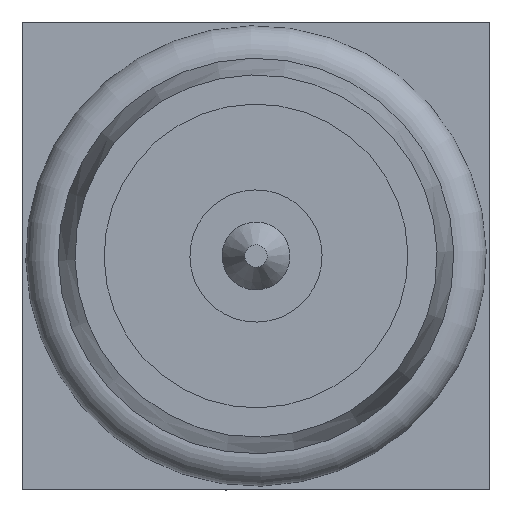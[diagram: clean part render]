
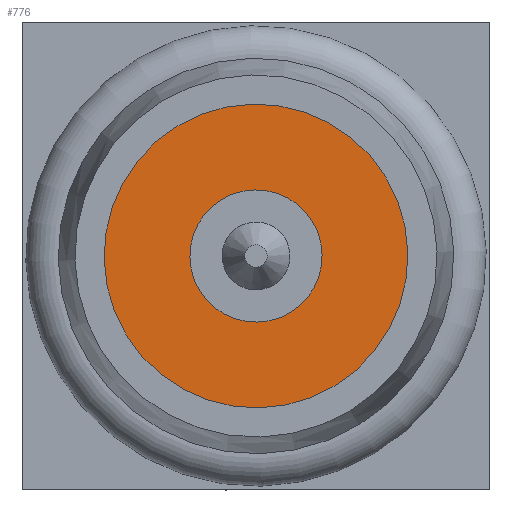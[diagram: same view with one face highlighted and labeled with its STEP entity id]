
A CAD part, left-side view. The second image highlights one B-rep face of the part: STEP entity #776.
In plain terms, the highlighted planar face has unit normal (-1, 0, 0).
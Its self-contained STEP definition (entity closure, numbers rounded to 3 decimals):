
#27=FACE_BOUND('',#292,.T.);
#230=FACE_OUTER_BOUND('',#291,.T.);
#291=EDGE_LOOP('',(#670));
#292=EDGE_LOOP('',(#671));
#322=CIRCLE('',#859,2.045);
#323=CIRCLE('',#861,0.89);
#390=VERTEX_POINT('',#1297);
#391=VERTEX_POINT('',#1301);
#485=EDGE_CURVE('',#390,#390,#322,.T.);
#486=EDGE_CURVE('',#391,#391,#323,.T.);
#670=ORIENTED_EDGE('',*,*,#485,.F.);
#671=ORIENTED_EDGE('',*,*,#486,.T.);
#730=PLANE('',#860);
#776=ADVANCED_FACE('',(#230,#27),#730,.F.);
#859=AXIS2_PLACEMENT_3D('',#1299,#1069,#1070);
#860=AXIS2_PLACEMENT_3D('',#1300,#1071,#1072);
#861=AXIS2_PLACEMENT_3D('',#1302,#1073,#1074);
#1069=DIRECTION('center_axis',(1.,0.,0.));
#1070=DIRECTION('ref_axis',(0.,-1.,0.));
#1071=DIRECTION('center_axis',(1.,0.,0.));
#1072=DIRECTION('ref_axis',(0.,-1.,0.));
#1073=DIRECTION('center_axis',(1.,0.,0.));
#1074=DIRECTION('ref_axis',(0.,-1.,0.));
#1297=CARTESIAN_POINT('',(-3.5,0.98,-1.795));
#1299=CARTESIAN_POINT('Origin',(-3.5,0.,0.));
#1300=CARTESIAN_POINT('Origin',(-3.5,0.,0.633));
#1301=CARTESIAN_POINT('',(-3.5,0.427,-0.781));
#1302=CARTESIAN_POINT('Origin',(-3.5,0.,0.));
